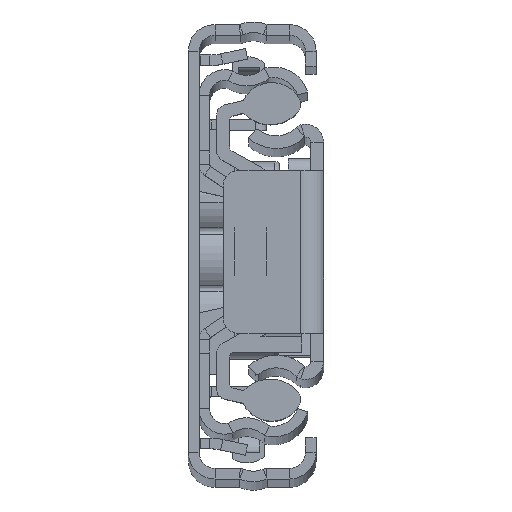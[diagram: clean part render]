
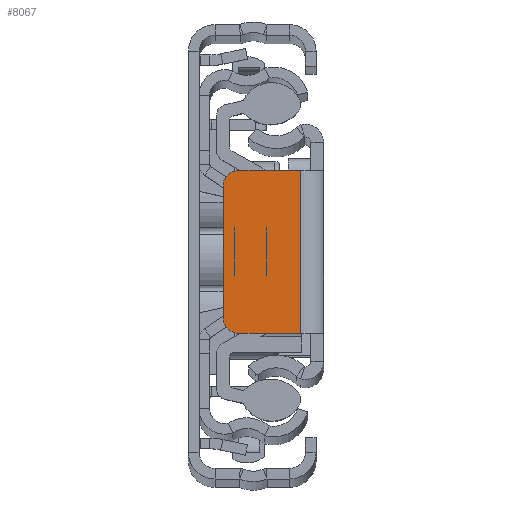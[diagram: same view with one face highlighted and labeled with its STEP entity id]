
A CAD part, top view. The second image highlights one B-rep face of the part: STEP entity #8067.
In plain terms, the highlighted planar face has unit normal (0, 0, 1).
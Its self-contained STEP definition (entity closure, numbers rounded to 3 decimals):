
#32 = LINE ( 'NONE', #3276, #10659 ) ;
#59 = CARTESIAN_POINT ( 'NONE',  ( -9.45, -6.15, 0. ) ) ;
#168 = CARTESIAN_POINT ( 'NONE',  ( -7.95, -7.65, 0. ) ) ;
#1598 = ORIENTED_EDGE ( 'NONE', *, *, #13575, .T. ) ;
#2614 = ORIENTED_EDGE ( 'NONE', *, *, #4642, .T. ) ;
#2728 = VERTEX_POINT ( 'NONE', #7621 ) ;
#3201 = ORIENTED_EDGE ( 'NONE', *, *, #21840, .T. ) ;
#3276 = CARTESIAN_POINT ( 'NONE',  ( -2.2, -7.65, 0. ) ) ;
#4022 = DIRECTION ( 'NONE',  ( 1., 0., 0. ) ) ;
#4642 = EDGE_CURVE ( 'NONE', #16192, #9843, #19787, .T. ) ;
#4937 = CIRCLE ( 'NONE', #17442, 1.5 ) ;
#5127 = CARTESIAN_POINT ( 'NONE',  ( 0., 7.65, 0. ) ) ;
#7324 = ORIENTED_EDGE ( 'NONE', *, *, #11086, .T. ) ;
#7594 = CIRCLE ( 'NONE', #8300, 1.5 ) ;
#7621 = CARTESIAN_POINT ( 'NONE',  ( -2.2, 7.65, 0. ) ) ;
#8067 = ADVANCED_FACE ( 'NONE', ( #19621 ), #15938, .F. ) ;
#8300 = AXIS2_PLACEMENT_3D ( 'NONE', #11194, #16242, #16462 ) ;
#9692 = VERTEX_POINT ( 'NONE', #21217 ) ;
#9694 = DIRECTION ( 'NONE',  ( 0., 0., 1. ) ) ;
#9715 = EDGE_CURVE ( 'NONE', #9843, #9965, #4937, .T. ) ;
#9843 = VERTEX_POINT ( 'NONE', #59 ) ;
#9965 = VERTEX_POINT ( 'NONE', #168 ) ;
#10254 = EDGE_CURVE ( 'NONE', #2728, #15885, #32, .T. ) ;
#10659 = VECTOR ( 'NONE', #11900, 1000. ) ;
#11086 = EDGE_CURVE ( 'NONE', #2728, #9692, #20439, .T. ) ;
#11194 = CARTESIAN_POINT ( 'NONE',  ( -7.95, 6.15, 0. ) ) ;
#11434 = VECTOR ( 'NONE', #18769, 1000. ) ;
#11900 = DIRECTION ( 'NONE',  ( 0., -1., 0. ) ) ;
#12294 = CARTESIAN_POINT ( 'NONE',  ( 0., -7.65, 0. ) ) ;
#12632 = CARTESIAN_POINT ( 'NONE',  ( -9.45, 0., 0. ) ) ;
#12809 = CARTESIAN_POINT ( 'NONE',  ( 0., 0., 0. ) ) ;
#12924 = DIRECTION ( 'NONE',  ( -1., 0., 0. ) ) ;
#13022 = CARTESIAN_POINT ( 'NONE',  ( -9.45, 6.15, 0. ) ) ;
#13252 = ORIENTED_EDGE ( 'NONE', *, *, #9715, .T. ) ;
#13504 = AXIS2_PLACEMENT_3D ( 'NONE', #12809, #16060, #12924 ) ;
#13575 = EDGE_CURVE ( 'NONE', #9692, #16192, #7594, .T. ) ;
#14642 = CARTESIAN_POINT ( 'NONE',  ( -7.95, -6.15, 0. ) ) ;
#15885 = VERTEX_POINT ( 'NONE', #18928 ) ;
#15938 = PLANE ( 'NONE',  #13504 ) ;
#16060 = DIRECTION ( 'NONE',  ( 0., 0., -1. ) ) ;
#16192 = VERTEX_POINT ( 'NONE', #13022 ) ;
#16242 = DIRECTION ( 'NONE',  ( 0., 0., 1. ) ) ;
#16462 = DIRECTION ( 'NONE',  ( -1., 0., 0. ) ) ;
#17442 = AXIS2_PLACEMENT_3D ( 'NONE', #14642, #9694, #19543 ) ;
#18769 = DIRECTION ( 'NONE',  ( -1., 0., 0. ) ) ;
#18928 = CARTESIAN_POINT ( 'NONE',  ( -2.2, -7.65, 0. ) ) ;
#19341 = LINE ( 'NONE', #12294, #21057 ) ;
#19543 = DIRECTION ( 'NONE',  ( -1., 0., 0. ) ) ;
#19621 = FACE_OUTER_BOUND ( 'NONE', #19770, .T. ) ;
#19770 = EDGE_LOOP ( 'NONE', ( #2614, #13252, #3201, #20234, #7324, #1598 ) ) ;
#19787 = LINE ( 'NONE', #12632, #21891 ) ;
#20234 = ORIENTED_EDGE ( 'NONE', *, *, #10254, .F. ) ;
#20439 = LINE ( 'NONE', #5127, #11434 ) ;
#21057 = VECTOR ( 'NONE', #4022, 1000. ) ;
#21217 = CARTESIAN_POINT ( 'NONE',  ( -7.95, 7.65, 0. ) ) ;
#21346 = DIRECTION ( 'NONE',  ( 0., -1., 0. ) ) ;
#21840 = EDGE_CURVE ( 'NONE', #9965, #15885, #19341, .T. ) ;
#21891 = VECTOR ( 'NONE', #21346, 1000. ) ;
